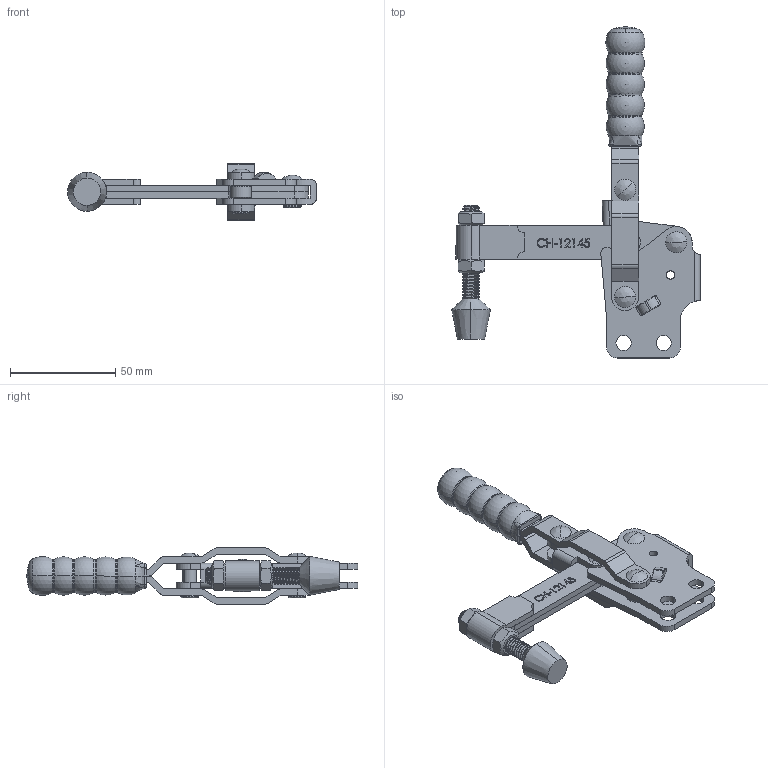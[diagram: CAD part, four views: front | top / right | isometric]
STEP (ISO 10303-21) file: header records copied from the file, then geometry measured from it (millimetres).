
FILE_DESCRIPTION (( 'STEP AP203' ), '1' );
FILE_NAME ('CH-12145.STEP', '2017-11-08T08:51:45', ( 'Windows' ), ( 'Microsoft' ), 'SwSTEP 2.0', 'SolidWorks 2015', '' );
FILE_SCHEMA (( 'CONFIG_CONTROL_DESIGN' ));
Length unit declared in the file: millimetre
Products named in the file (11): CH-12130-03 STRAIGHT HANDLE; CH-12130-08; CH-12130-06; CH-FC-56212 Nut; CH-FC-56212 SPINDLE SUPPLIED; CH-12145-01 STRAIGHT BASE; CH-12130綵竄忒梟杶; CH-12145-02 SHORT SOLID BAR_默认<按加工>; CH-12145; CH-12130-04 CONNECTING-PLATE; CH-12130-05
Assembly tree (13 placements, depth 2):
  CH-12145
    CH-12145-01 STRAIGHT BASE
    CH-12145-02 SHORT SOLID BAR_默认<按加工>
    CH-12130-04 CONNECTING-PLATE
    CH-12130-05
    CH-12130-03 STRAIGHT HANDLE
    CH-12130-08  x2
    CH-12130-06  x2
    CH-FC-56212 Nut  x2
    CH-FC-56212 SPINDLE SUPPLIED
    CH-12130綵竄忒梟杶
Bounding box: 118.17 x 157.6 x 26.8 mm (x, y, z)
Volume: 55635 mm3; surface area: 44398 mm2
Topology: 16 solids, 16 shells, 821 faces, 2232 edges, 1452 vertices
Faces by surface type: plane 291, cylinder 234, bspline 187, torus 52, cone 43, sphere 14
Entity records: 35340 total; most frequent: CARTESIAN_POINT 16303, ORIENTED_EDGE 4090, DIRECTION 3142, EDGE_CURVE 2045, VERTEX_POINT 1345, AXIS2_PLACEMENT_3D 1048, LINE 1046, VECTOR 1046
